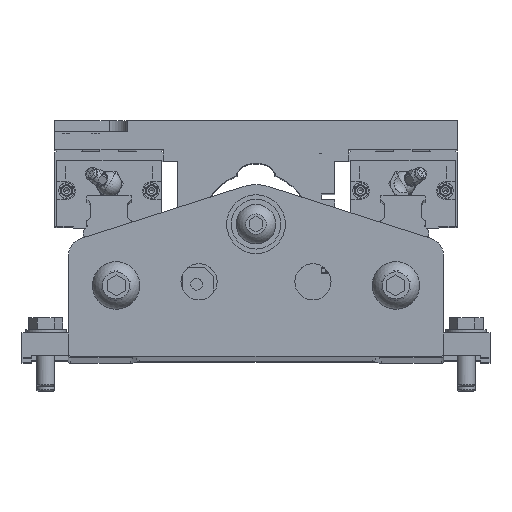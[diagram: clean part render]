
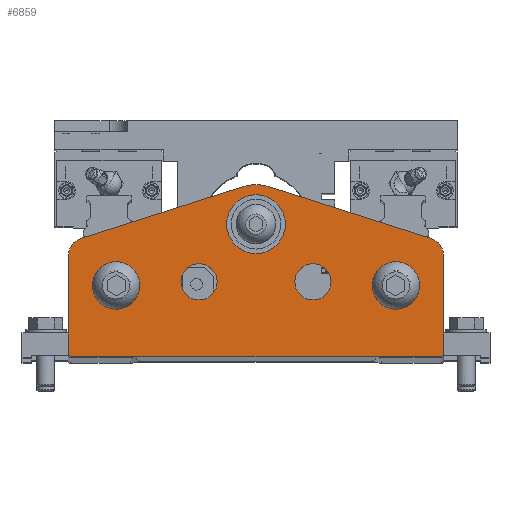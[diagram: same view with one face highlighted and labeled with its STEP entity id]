
A CAD part, top view. The second image highlights one B-rep face of the part: STEP entity #6859.
In plain terms, the highlighted planar face has unit normal (0, 0, 1).
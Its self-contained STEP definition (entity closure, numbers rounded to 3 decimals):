
#6859 = ADVANCED_FACE( '', ( #14331, #14332, #14333, #14334, #14335, #14336 ), #14337, .F. );
#14331 = FACE_BOUND( '', #22155, .T. );
#14332 = FACE_BOUND( '', #22156, .T. );
#14333 = FACE_BOUND( '', #22157, .T. );
#14334 = FACE_BOUND( '', #22158, .T. );
#14335 = FACE_OUTER_BOUND( '', #22159, .T. );
#14336 = FACE_BOUND( '', #22160, .T. );
#14337 = PLANE( '', #22161 );
#22155 = EDGE_LOOP( '', ( #41838 ) );
#22156 = EDGE_LOOP( '', ( #41839 ) );
#22157 = EDGE_LOOP( '', ( #41840 ) );
#22158 = EDGE_LOOP( '', ( #41841 ) );
#22159 = EDGE_LOOP( '', ( #41842, #41843, #41844, #41845, #41846, #41847, #41848, #41849, #41850, #41851 ) );
#22160 = EDGE_LOOP( '', ( #41852 ) );
#22161 = AXIS2_PLACEMENT_3D( '', #41853, #41854, #41855 );
#41838 = ORIENTED_EDGE( '', *, *, #45462, .F. );
#41839 = ORIENTED_EDGE( '', *, *, #50736, .T. );
#41840 = ORIENTED_EDGE( '', *, *, #49843, .F. );
#41841 = ORIENTED_EDGE( '', *, *, #44645, .T. );
#41842 = ORIENTED_EDGE( '', *, *, #48676, .F. );
#41843 = ORIENTED_EDGE( '', *, *, #51811, .T. );
#41844 = ORIENTED_EDGE( '', *, *, #46190, .F. );
#41845 = ORIENTED_EDGE( '', *, *, #44802, .T. );
#41846 = ORIENTED_EDGE( '', *, *, #44757, .F. );
#41847 = ORIENTED_EDGE( '', *, *, #51812, .F. );
#41848 = ORIENTED_EDGE( '', *, *, #48468, .F. );
#41849 = ORIENTED_EDGE( '', *, *, #44565, .F. );
#41850 = ORIENTED_EDGE( '', *, *, #45920, .F. );
#41851 = ORIENTED_EDGE( '', *, *, #51813, .F. );
#41852 = ORIENTED_EDGE( '', *, *, #47496, .F. );
#41853 = CARTESIAN_POINT( '', ( -75., 45., 753.25 ) );
#41854 = DIRECTION( '', ( 0., 0., -1. ) );
#41855 = DIRECTION( '', ( -0.304, 0.953, 0. ) );
#44565 = EDGE_CURVE( '', #53114, #53116, #53117, .T. );
#44645 = EDGE_CURVE( '', #53255, #53255, #53256, .T. );
#44757 = EDGE_CURVE( '', #53455, #53457, #53458, .T. );
#44802 = EDGE_CURVE( '', #53534, #53457, #53535, .F. );
#45462 = EDGE_CURVE( '', #54681, #54681, #54682, .F. );
#45920 = EDGE_CURVE( '', #55473, #53114, #55475, .T. );
#46190 = EDGE_CURVE( '', #53534, #55932, #55933, .T. );
#47496 = EDGE_CURVE( '', #57991, #57991, #57992, .F. );
#48468 = EDGE_CURVE( '', #53116, #59458, #59459, .T. );
#48676 = EDGE_CURVE( '', #59756, #59758, #59759, .T. );
#49843 = EDGE_CURVE( '', #61356, #61356, #61357, .T. );
#50736 = EDGE_CURVE( '', #62487, #62487, #62488, .T. );
#51811 = EDGE_CURVE( '', #59756, #55932, #63693, .F. );
#51812 = EDGE_CURVE( '', #59458, #53455, #63694, .T. );
#51813 = EDGE_CURVE( '', #59758, #55473, #63695, .T. );
#53114 = VERTEX_POINT( '', #65650 );
#53116 = VERTEX_POINT( '', #65653 );
#53117 = CIRCLE( '', #65654, 17.5 );
#53255 = VERTEX_POINT( '', #65913 );
#53256 = CIRCLE( '', #65914, 8. );
#53455 = VERTEX_POINT( '', #66353 );
#53457 = VERTEX_POINT( '', #66356 );
#53458 = LINE( '', #66357, #66358 );
#53534 = VERTEX_POINT( '', #66485 );
#53535 = CIRCLE( '', #66486, 1.5 );
#54681 = VERTEX_POINT( '', #68231 );
#54682 = CIRCLE( '', #68232, 10.5 );
#55473 = VERTEX_POINT( '', #69380 );
#55475 = LINE( '', #69383, #69384 );
#55932 = VERTEX_POINT( '', #70134 );
#55933 = LINE( '', #70135, #70136 );
#57991 = VERTEX_POINT( '', #73453 );
#57992 = CIRCLE( '', #73454, 10.5 );
#59458 = VERTEX_POINT( '', #75970 );
#59459 = LINE( '', #75971, #75972 );
#59756 = VERTEX_POINT( '', #76434 );
#59758 = VERTEX_POINT( '', #76437 );
#59759 = LINE( '', #76438, #76439 );
#61356 = VERTEX_POINT( '', #79078 );
#61357 = CIRCLE( '', #79079, 8. );
#62487 = VERTEX_POINT( '', #80961 );
#62488 = CIRCLE( '', #80962, 13. );
#63693 = CIRCLE( '', #82778, 1.5 );
#63694 = CIRCLE( '', #82779, 8. );
#63695 = CIRCLE( '', #82780, 8. );
#65650 = CARTESIAN_POINT( '', ( -5.328, 75.669, 753.25 ) );
#65653 = CARTESIAN_POINT( '', ( 5.328, 75.669, 753.25 ) );
#65654 = AXIS2_PLACEMENT_3D( '', #83960, #83961, #83962 );
#65913 = CARTESIAN_POINT( '', ( 33.2, 33.5, 753.25 ) );
#65914 = AXIS2_PLACEMENT_3D( '', #84072, #84073, #84074 );
#66353 = CARTESIAN_POINT( '', ( 83., 45., 753.25 ) );
#66356 = CARTESIAN_POINT( '', ( 83., 2., 753.25 ) );
#66357 = CARTESIAN_POINT( '', ( 83., 45., 753.25 ) );
#66358 = VECTOR( '', #84206, 1000. );
#66485 = CARTESIAN_POINT( '', ( 81.5, 0.5, 753.25 ) );
#66486 = AXIS2_PLACEMENT_3D( '', #84255, #84256, #84257 );
#68231 = CARTESIAN_POINT( '', ( 51.4, 31.9, 753.25 ) );
#68232 = AXIS2_PLACEMENT_3D( '', #85228, #85229, #85230 );
#69380 = CARTESIAN_POINT( '', ( -77.436, 52.62, 753.25 ) );
#69383 = CARTESIAN_POINT( '', ( -77.436, 52.62, 753.25 ) );
#69384 = VECTOR( '', #85910, 1000. );
#70134 = CARTESIAN_POINT( '', ( -81.5, 0.5, 753.25 ) );
#70135 = CARTESIAN_POINT( '', ( 83., 0.5, 753.25 ) );
#70136 = VECTOR( '', #86303, 1000. );
#73453 = CARTESIAN_POINT( '', ( -72.4, 31.9, 753.25 ) );
#73454 = AXIS2_PLACEMENT_3D( '', #88009, #88010, #88011 );
#75970 = CARTESIAN_POINT( '', ( 77.436, 52.62, 753.25 ) );
#75971 = CARTESIAN_POINT( '', ( 5.328, 75.669, 753.25 ) );
#75972 = VECTOR( '', #89245, 1000. );
#76434 = CARTESIAN_POINT( '', ( -83., 2., 753.25 ) );
#76437 = CARTESIAN_POINT( '', ( -83., 45., 753.25 ) );
#76438 = CARTESIAN_POINT( '', ( -83., 0.5, 753.25 ) );
#76439 = VECTOR( '', #89512, 1000. );
#79078 = CARTESIAN_POINT( '', ( -33.2, 33.5, 753.25 ) );
#79079 = AXIS2_PLACEMENT_3D( '', #91048, #91049, #91050 );
#80961 = CARTESIAN_POINT( '', ( 13., 59., 753.25 ) );
#80962 = AXIS2_PLACEMENT_3D( '', #92009, #92010, #92011 );
#82778 = AXIS2_PLACEMENT_3D( '', #92915, #92916, #92917 );
#82779 = AXIS2_PLACEMENT_3D( '', #92918, #92919, #92920 );
#82780 = AXIS2_PLACEMENT_3D( '', #92921, #92922, #92923 );
#83960 = CARTESIAN_POINT( '', ( 0., 59., 753.25 ) );
#83961 = DIRECTION( '', ( 0., 0., -1. ) );
#83962 = DIRECTION( '', ( 1., 0., 0. ) );
#84072 = CARTESIAN_POINT( '', ( 25.2, 33.5, 753.25 ) );
#84073 = DIRECTION( '', ( 0., 0., -1. ) );
#84074 = DIRECTION( '', ( 1., 0., 0. ) );
#84206 = DIRECTION( '', ( 0., -1., 0. ) );
#84255 = CARTESIAN_POINT( '', ( 81.5, 2., 753.25 ) );
#84256 = DIRECTION( '', ( 0., 0., -1. ) );
#84257 = DIRECTION( '', ( -1., 0., 0. ) );
#85228 = CARTESIAN_POINT( '', ( 61.9, 31.9, 753.25 ) );
#85229 = DIRECTION( '', ( 0., 0., -1. ) );
#85230 = DIRECTION( '', ( -1., 0., 0. ) );
#85910 = DIRECTION( '', ( 0.953, 0.304, 0. ) );
#86303 = DIRECTION( '', ( -1., 0., 0. ) );
#88009 = CARTESIAN_POINT( '', ( -61.9, 31.9, 753.25 ) );
#88010 = DIRECTION( '', ( 0., 0., -1. ) );
#88011 = DIRECTION( '', ( -1., 0., 0. ) );
#89245 = DIRECTION( '', ( 0.953, -0.304, 0. ) );
#89512 = DIRECTION( '', ( 0., 1., 0. ) );
#91048 = CARTESIAN_POINT( '', ( -25.2, 33.5, 753.25 ) );
#91049 = DIRECTION( '', ( 0., 0., 1. ) );
#91050 = DIRECTION( '', ( -1., 0., 0. ) );
#92009 = CARTESIAN_POINT( '', ( 0., 59., 753.25 ) );
#92010 = DIRECTION( '', ( 0., 0., -1. ) );
#92011 = DIRECTION( '', ( 1., 0., 0. ) );
#92915 = CARTESIAN_POINT( '', ( -81.5, 2., 753.25 ) );
#92916 = DIRECTION( '', ( 0., 0., -1. ) );
#92917 = DIRECTION( '', ( -1., 0., 0. ) );
#92918 = CARTESIAN_POINT( '', ( 75., 45., 753.25 ) );
#92919 = DIRECTION( '', ( 0., 0., -1. ) );
#92920 = DIRECTION( '', ( 1., 0., 0. ) );
#92921 = CARTESIAN_POINT( '', ( -75., 45., 753.25 ) );
#92922 = DIRECTION( '', ( 0., 0., -1. ) );
#92923 = DIRECTION( '', ( -1., 0., 0. ) );
